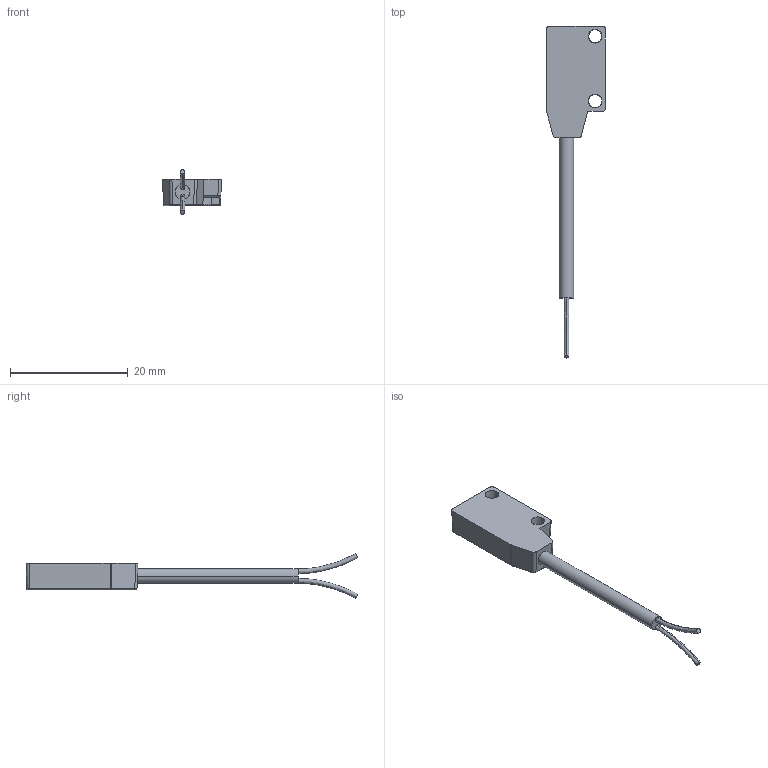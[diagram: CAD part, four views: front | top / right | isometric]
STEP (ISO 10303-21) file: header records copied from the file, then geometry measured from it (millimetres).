
FILE_DESCRIPTION((''),'2;1');
FILE_NAME('PRT0004','2022-08-30T13:40:06',('Designer'),(''),'CREO PARAMETRIC BY PTC INC, 2022014','CREO PARAMETRIC BY PTC INC, 2022014','');
FILE_SCHEMA(('CONFIG_CONTROL_DESIGN'));
Length unit declared in the file: millimetre
Products named in the file (1): PRT0004
Bounding box: 10 x 56.38 x 7.56 mm (x, y, z)
Volume: 833.5 mm3; surface area: 880.4 mm2
Topology: 1 solids, 1 shells, 70 faces, 167 edges, 101 vertices
Faces by surface type: cylinder 24, plane 17, bspline 12, cone 10, sphere 3, torus 2, revolution 2
Entity records: 2879 total; most frequent: CARTESIAN_POINT 1294, ORIENTED_EDGE 330, DIRECTION 304, EDGE_CURVE 165, AXIS2_PLACEMENT_3D 116, VERTEX_POINT 101, EDGE_LOOP 78, VECTOR 70
